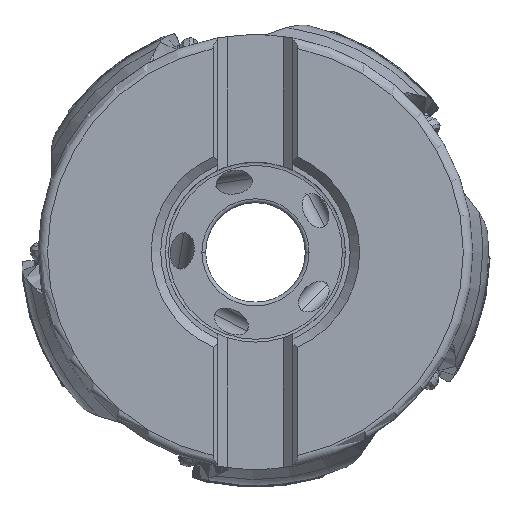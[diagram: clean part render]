
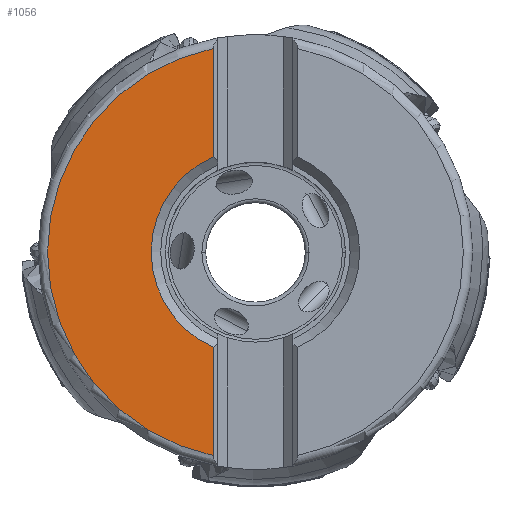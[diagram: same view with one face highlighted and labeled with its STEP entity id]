
A CAD part, top view. The second image highlights one B-rep face of the part: STEP entity #1056.
In plain terms, the highlighted planar face has unit normal (0, 0, 1).
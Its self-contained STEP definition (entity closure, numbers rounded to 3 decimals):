
#582=FACE_OUTER_BOUND('',#1725,.T.);
#1056=ADVANCED_FACE('',(#582),#1432,.T.);
#1432=PLANE('',#9836);
#1725=EDGE_LOOP('',(#4499,#4500,#4501,#4502));
#2288=LINE('',#19167,#2656);
#2289=LINE('',#19171,#2657);
#2656=VECTOR('',#11453,1.);
#2657=VECTOR('',#11456,1.);
#3008=CIRCLE('',#9828,22.);
#3012=CIRCLE('',#9835,11.025);
#4499=ORIENTED_EDGE('',*,*,#8020,.T.);
#4500=ORIENTED_EDGE('',*,*,#8028,.F.);
#4501=ORIENTED_EDGE('',*,*,#8029,.T.);
#4502=ORIENTED_EDGE('',*,*,#8030,.F.);
#6850=VERTEX_POINT('',#19088);
#6854=VERTEX_POINT('',#19125);
#6859=VERTEX_POINT('',#19168);
#6860=VERTEX_POINT('',#19170);
#8020=EDGE_CURVE('',#6850,#6854,#3008,.T.);
#8028=EDGE_CURVE('',#6859,#6854,#2288,.T.);
#8029=EDGE_CURVE('',#6859,#6860,#3012,.T.);
#8030=EDGE_CURVE('',#6850,#6860,#2289,.T.);
#9828=AXIS2_PLACEMENT_3D('',#19126,#11437,#11438);
#9835=AXIS2_PLACEMENT_3D('',#19169,#11454,#11455);
#9836=AXIS2_PLACEMENT_3D('',#19172,#11457,#11458);
#11437=DIRECTION('',(0.,0.,1.));
#11438=DIRECTION('',(-0.203,0.979,0.));
#11453=DIRECTION('',(0.,-1.,0.));
#11454=DIRECTION('',(0.,0.,-1.));
#11455=DIRECTION('',(-0.405,-0.914,0.));
#11456=DIRECTION('',(0.,-1.,0.));
#11457=DIRECTION('',(0.,0.,1.));
#11458=DIRECTION('',(1.,0.,0.));
#19088=CARTESIAN_POINT('',(-4.47,21.541,0.));
#19125=CARTESIAN_POINT('',(-4.47,-21.541,0.));
#19126=CARTESIAN_POINT('',(0.,0.,0.));
#19167=CARTESIAN_POINT('',(-4.47,-10.078,0.));
#19168=CARTESIAN_POINT('',(-4.47,-10.078,0.));
#19169=CARTESIAN_POINT('',(0.,0.,0.));
#19170=CARTESIAN_POINT('',(-4.47,10.078,0.));
#19171=CARTESIAN_POINT('',(-4.47,21.541,0.));
#19172=CARTESIAN_POINT('',(13.31,0.,0.));
